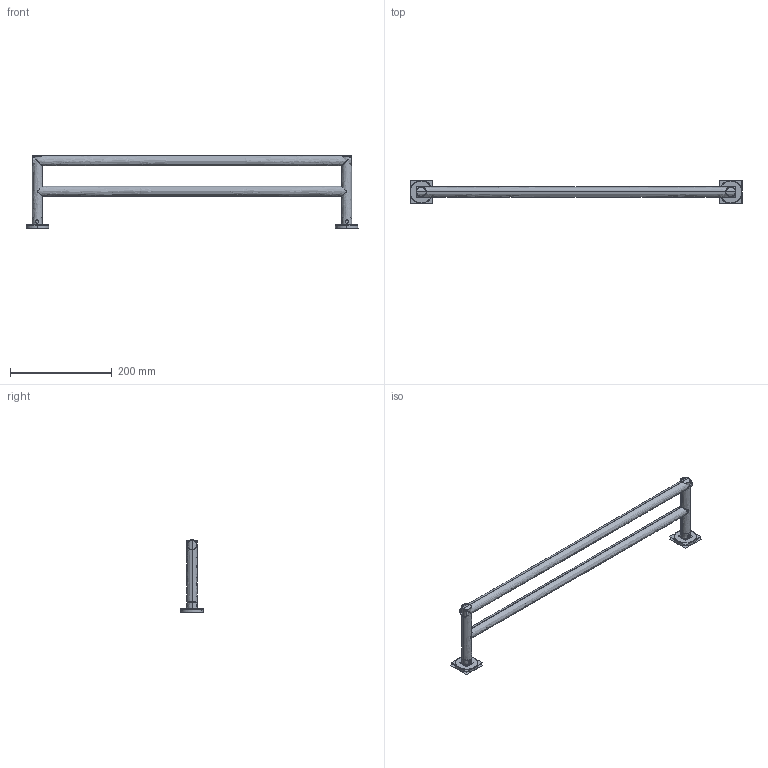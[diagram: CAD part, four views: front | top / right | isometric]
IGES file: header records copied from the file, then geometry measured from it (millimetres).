
Start section:  PTC IGES file: 4622-24.igs
Global section: file name: 4622-24.igs; native system: Pro/ENGINEER by Parametric Technology Corporation; preprocessor: 2009300; author: ravindrashirol; organization: Unknown; date: 20101220.143125; units: inch
Bounding box: 654.06 x 44.45 x 142.61 mm (x, y, z)
Surface area: 419701.3 mm2 (no closed solid volume)
Topology: 0 solids, 0 shells, 1172 faces, 8640 edges, 8640 vertices
Faces by surface type: bspline 1172
